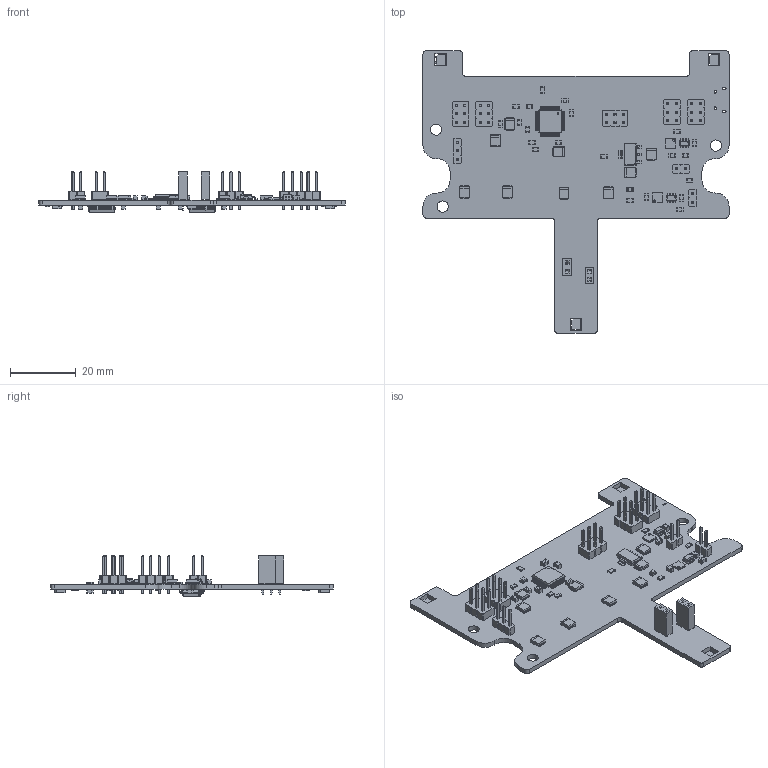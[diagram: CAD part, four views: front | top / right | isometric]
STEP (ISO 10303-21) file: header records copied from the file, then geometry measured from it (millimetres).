
FILE_DESCRIPTION(('KiCad electronic assembly'),'2;1');
FILE_NAME('MiniSumoSTM.step','2025-10-26T18:02:33',('Pcbnew'),('Kicad'), 'Open CASCADE STEP processor 7.6','KiCad to STEP converter','Unknown' );
FILE_SCHEMA(('AUTOMOTIVE_DESIGN { 1 0 10303 214 1 1 1 1 }'));
Length unit declared in the file: millimetre
Products named in the file (16): MiniSumoSTM 1; CP_EIA-3528-12_Kemet-T; C_0805_2012Metric; DFN-8-1EP_3x3mm_P0.65mm_EP1.5x2.25mm; PinSocket_1x02_P2.54mm_Vertical; R_0805_2012Metric; LQFP-48_7x7mm_P0.5mm; PinHeader_2x03_P2.54mm_Vertical; SOT-23-6; LED_0805_2012Metric; PinHeader_1x02_P2.54mm_Vertical; SOT-223; PinHeader_1x03_P2.54mm_Vertical; Everlight_ITR8307; SSOP-24_5.3x8.2mm_P0.65mm; MiniSumoSTM_PCB
Assembly tree (67 placements, depth 2):
  MiniSumoSTM 1
    CP_EIA-3528-12_Kemet-T  x9
    C_0805_2012Metric  x17
    DFN-8-1EP_3x3mm_P0.65mm_EP1.5x2.25mm  x2
    PinSocket_1x02_P2.54mm_Vertical  x2
    R_0805_2012Metric  x17
    LQFP-48_7x7mm_P0.5mm
    PinHeader_2x03_P2.54mm_Vertical  x5
    SOT-23-6  x2
    LED_0805_2012Metric  x2
    PinHeader_1x02_P2.54mm_Vertical  x2
    SOT-223
    PinHeader_1x03_P2.54mm_Vertical
    Everlight_ITR8307  x3
    SSOP-24_5.3x8.2mm_P0.65mm  x2
    MiniSumoSTM_PCB
Bounding box: 93 x 85.85 x 12.32 mm (x, y, z)
Volume: 8051 mm3; surface area: 13431.4 mm2
Topology: 67 solids, 67 shells, 4541 faces, 11793 edges, 7547 vertices
Faces by surface type: plane 3467, cylinder 914, bspline 160
Full cylindrical faces by diameter (mm): 0.5 x2, 1 x41, 3.4 x3
Entity records: 62757 total; most frequent: CARTESIAN_POINT 11732, ORIENTED_EDGE 10699, DIRECTION 10148, EDGE_CURVE 5350, LINE 4374, VECTOR 4374, VERTEX_POINT 3409, AXIS2_PLACEMENT_3D 2887
